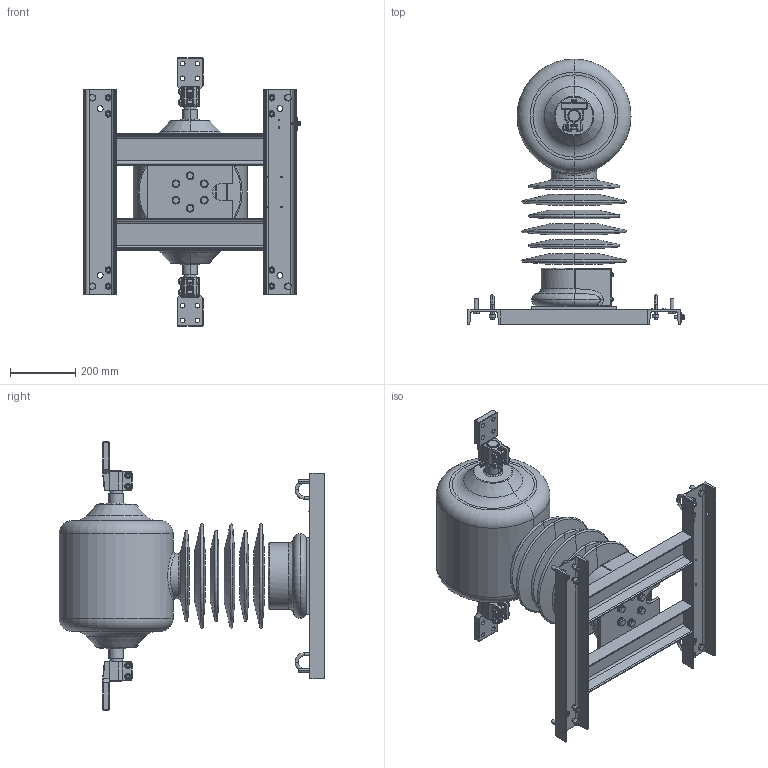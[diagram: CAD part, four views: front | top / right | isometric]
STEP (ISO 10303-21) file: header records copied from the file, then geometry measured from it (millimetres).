
FILE_DESCRIPTION (( 'STEP AP203' ), '1' );
FILE_NAME ('ﾒﾎﾋ-35-III-II (2000-3000).STEP', '2018-08-15T05:03:15', ( '' ), ( '' ), 'SwSTEP 2.0', 'SolidWorks 2010', '' );
FILE_SCHEMA (( 'CONFIG_CONTROL_DESIGN' ));
Length unit declared in the file: millimetre
Products named in the file (1): ﾒﾎﾋ-35-III-II (2000-3000)
Bounding box: 663.9 x 816 x 824 mm (x, y, z)
Surface area: 2582663.3 mm2 (no closed solid volume)
Topology: 0 solids, 119 shells, 970 faces, 3060 edges, 2126 vertices
Faces by surface type: plane 392, cylinder 309, cone 121, torus 93, sphere 36, bspline 19
Entity records: 38016 total; most frequent: CARTESIAN_POINT 11382, DIRECTION 5791, ORIENTED_EDGE 4785, EDGE_CURVE 3046, AXIS2_PLACEMENT_3D 2268, VERTEX_POINT 2126, CIRCLE 1316, LINE 1255
